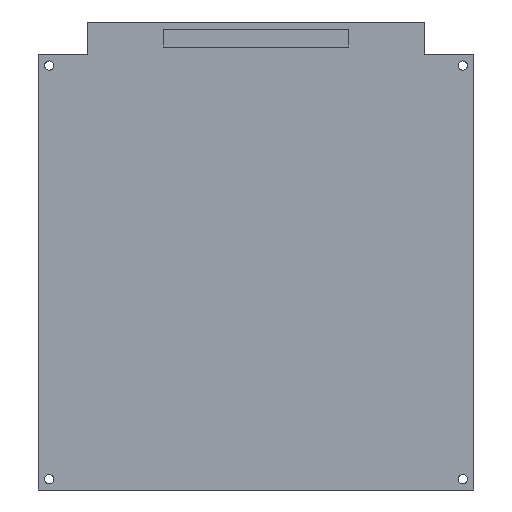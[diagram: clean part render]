
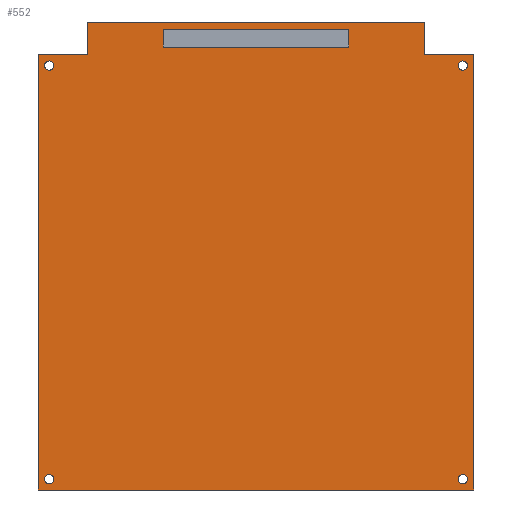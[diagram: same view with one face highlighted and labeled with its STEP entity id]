
A CAD part, front view. The second image highlights one B-rep face of the part: STEP entity #552.
In plain terms, the highlighted planar face has unit normal (0, -1, 0).
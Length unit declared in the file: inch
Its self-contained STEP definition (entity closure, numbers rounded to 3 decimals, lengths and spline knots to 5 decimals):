
#21=FACE_BOUND('',#115,.T.);
#22=FACE_BOUND('',#116,.T.);
#23=FACE_BOUND('',#117,.T.);
#24=FACE_BOUND('',#118,.T.);
#25=FACE_BOUND('',#119,.T.);
#50=PLANE('',#603);
#79=FACE_OUTER_BOUND('',#114,.T.);
#114=EDGE_LOOP('',(#504,#505,#506,#507,#508,#509,#510,#511));
#115=EDGE_LOOP('',(#512));
#116=EDGE_LOOP('',(#513));
#117=EDGE_LOOP('',(#514));
#118=EDGE_LOOP('',(#515));
#119=EDGE_LOOP('',(#516,#517,#518,#519));
#124=LINE('',#772,#188);
#128=LINE('',#780,#192);
#131=LINE('',#786,#195);
#138=LINE('',#800,#202);
#154=LINE('',#833,#218);
#156=LINE('',#838,#220);
#158=LINE('',#841,#222);
#171=LINE('',#870,#235);
#175=LINE('',#877,#239);
#178=LINE('',#882,#242);
#179=LINE('',#885,#243);
#182=LINE('',#890,#246);
#188=VECTOR('',#636,0.3937);
#192=VECTOR('',#642,0.3937);
#195=VECTOR('',#647,0.3937);
#202=VECTOR('',#658,0.3937);
#218=VECTOR('',#688,0.3937);
#220=VECTOR('',#692,0.3937);
#222=VECTOR('',#696,0.3937);
#235=VECTOR('',#721,0.3937);
#239=VECTOR('',#727,0.3937);
#242=VECTOR('',#730,0.3937);
#243=VECTOR('',#733,0.3937);
#246=VECTOR('',#738,0.3937);
#249=CIRCLE('',#569,0.02625);
#251=CIRCLE('',#572,0.02625);
#253=CIRCLE('',#575,0.02625);
#255=CIRCLE('',#578,0.02625);
#257=VERTEX_POINT('',#748);
#259=VERTEX_POINT('',#754);
#261=VERTEX_POINT('',#760);
#263=VERTEX_POINT('',#766);
#264=VERTEX_POINT('',#770);
#265=VERTEX_POINT('',#771);
#268=VERTEX_POINT('',#779);
#270=VERTEX_POINT('',#785);
#284=VERTEX_POINT('',#829);
#285=VERTEX_POINT('',#831);
#286=VERTEX_POINT('',#835);
#287=VERTEX_POINT('',#837);
#296=VERTEX_POINT('',#868);
#297=VERTEX_POINT('',#869);
#301=VERTEX_POINT('',#880);
#302=VERTEX_POINT('',#884);
#306=EDGE_CURVE('',#257,#257,#249,.T.);
#309=EDGE_CURVE('',#259,#259,#251,.T.);
#312=EDGE_CURVE('',#261,#261,#253,.T.);
#315=EDGE_CURVE('',#263,#263,#255,.T.);
#316=EDGE_CURVE('',#264,#265,#124,.T.);
#320=EDGE_CURVE('',#268,#264,#128,.T.);
#323=EDGE_CURVE('',#265,#270,#131,.T.);
#330=EDGE_CURVE('',#270,#268,#138,.T.);
#346=EDGE_CURVE('',#284,#285,#154,.T.);
#348=EDGE_CURVE('',#286,#287,#156,.T.);
#350=EDGE_CURVE('',#287,#285,#158,.T.);
#363=EDGE_CURVE('',#296,#297,#171,.T.);
#367=EDGE_CURVE('',#297,#284,#175,.T.);
#370=EDGE_CURVE('',#286,#301,#178,.T.);
#371=EDGE_CURVE('',#301,#302,#179,.T.);
#374=EDGE_CURVE('',#302,#296,#182,.T.);
#504=ORIENTED_EDGE('',*,*,#374,.T.);
#505=ORIENTED_EDGE('',*,*,#363,.T.);
#506=ORIENTED_EDGE('',*,*,#367,.T.);
#507=ORIENTED_EDGE('',*,*,#346,.T.);
#508=ORIENTED_EDGE('',*,*,#350,.F.);
#509=ORIENTED_EDGE('',*,*,#348,.F.);
#510=ORIENTED_EDGE('',*,*,#370,.T.);
#511=ORIENTED_EDGE('',*,*,#371,.T.);
#512=ORIENTED_EDGE('',*,*,#306,.T.);
#513=ORIENTED_EDGE('',*,*,#309,.T.);
#514=ORIENTED_EDGE('',*,*,#312,.T.);
#515=ORIENTED_EDGE('',*,*,#315,.T.);
#516=ORIENTED_EDGE('',*,*,#330,.T.);
#517=ORIENTED_EDGE('',*,*,#320,.T.);
#518=ORIENTED_EDGE('',*,*,#316,.T.);
#519=ORIENTED_EDGE('',*,*,#323,.T.);
#552=ADVANCED_FACE('',(#79,#21,#22,#23,#24,#25),#50,.F.);
#569=AXIS2_PLACEMENT_3D('',#750,#611,#612);
#572=AXIS2_PLACEMENT_3D('',#756,#618,#619);
#575=AXIS2_PLACEMENT_3D('',#762,#625,#626);
#578=AXIS2_PLACEMENT_3D('',#768,#632,#633);
#603=AXIS2_PLACEMENT_3D('',#893,#742,#743);
#611=DIRECTION('center_axis',(0.,1.,0.));
#612=DIRECTION('ref_axis',(0.,0.,1.));
#618=DIRECTION('center_axis',(0.,1.,0.));
#619=DIRECTION('ref_axis',(0.,0.,1.));
#625=DIRECTION('center_axis',(0.,1.,0.));
#626=DIRECTION('ref_axis',(0.,0.,1.));
#632=DIRECTION('center_axis',(0.,1.,0.));
#633=DIRECTION('ref_axis',(0.,0.,1.));
#636=DIRECTION('',(1.,0.,0.));
#642=DIRECTION('',(0.,0.,1.));
#647=DIRECTION('',(0.,0.,-1.));
#658=DIRECTION('',(-1.,0.,0.));
#688=DIRECTION('',(0.,0.,1.));
#692=DIRECTION('',(0.,0.,1.));
#696=DIRECTION('',(1.,0.,0.));
#721=DIRECTION('',(0.,0.,1.));
#727=DIRECTION('',(-1.,0.,0.));
#730=DIRECTION('',(-1.,0.,0.));
#733=DIRECTION('',(0.,0.,-1.));
#738=DIRECTION('',(1.,0.,0.));
#742=DIRECTION('center_axis',(0.,1.,0.));
#743=DIRECTION('ref_axis',(1.,0.,0.));
#748=CARTESIAN_POINT('',(-0.0625,0.,-0.08875));
#750=CARTESIAN_POINT('Origin',(-0.0625,0.,-0.0625));
#754=CARTESIAN_POINT('',(-2.4375,0.,-2.46375));
#756=CARTESIAN_POINT('Origin',(-2.4375,0.,-2.4375));
#760=CARTESIAN_POINT('',(-0.0625,0.,-2.46375));
#762=CARTESIAN_POINT('Origin',(-0.0625,0.,-2.4375));
#766=CARTESIAN_POINT('',(-2.4375,0.,-0.08875));
#768=CARTESIAN_POINT('Origin',(-2.4375,0.,-0.0625));
#770=CARTESIAN_POINT('',(-1.78125,0.,0.14375));
#771=CARTESIAN_POINT('',(-0.71875,0.,0.14375));
#772=CARTESIAN_POINT('',(-1.51563,0.,0.14375));
#779=CARTESIAN_POINT('',(-1.78125,0.,0.04375));
#780=CARTESIAN_POINT('',(-1.78125,0.,-0.60313));
#785=CARTESIAN_POINT('',(-0.71875,0.,0.04375));
#786=CARTESIAN_POINT('',(-0.71875,0.,-0.55313));
#800=CARTESIAN_POINT('',(-0.98438,0.,0.04375));
#829=CARTESIAN_POINT('',(-0.28125,0.,0.));
#831=CARTESIAN_POINT('',(-0.28125,0.,0.1875));
#833=CARTESIAN_POINT('',(-0.28125,0.,0.));
#835=CARTESIAN_POINT('',(-2.21875,0.,0.));
#837=CARTESIAN_POINT('',(-2.21875,0.,0.1875));
#838=CARTESIAN_POINT('',(-2.21875,0.,0.));
#841=CARTESIAN_POINT('',(-2.21875,0.,0.1875));
#868=CARTESIAN_POINT('',(0.,0.,-2.5));
#869=CARTESIAN_POINT('',(0.,0.,0.));
#870=CARTESIAN_POINT('',(0.,0.,-2.5));
#877=CARTESIAN_POINT('',(0.,0.,0.));
#880=CARTESIAN_POINT('',(-2.5,0.,0.));
#882=CARTESIAN_POINT('',(0.,0.,0.));
#884=CARTESIAN_POINT('',(-2.5,0.,-2.5));
#885=CARTESIAN_POINT('',(-2.5,0.,0.));
#890=CARTESIAN_POINT('',(-2.5,0.,-2.5));
#893=CARTESIAN_POINT('Origin',(-1.25,0.,-1.25));
